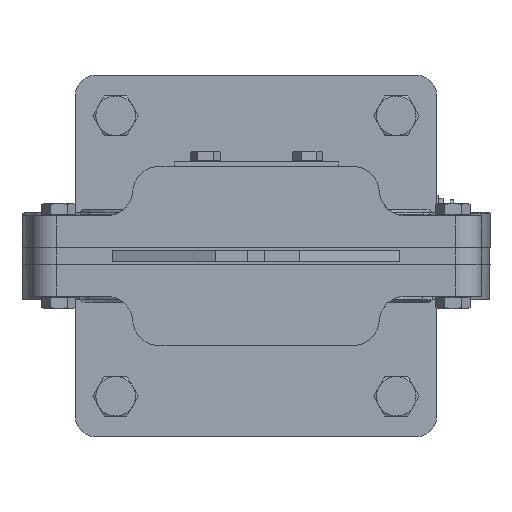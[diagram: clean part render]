
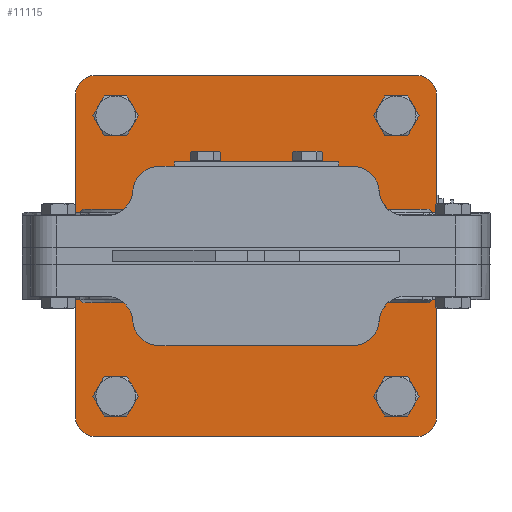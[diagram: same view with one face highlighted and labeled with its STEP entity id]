
A CAD part, front view. The second image highlights one B-rep face of the part: STEP entity #11115.
In plain terms, the highlighted planar face has unit normal (0, -1, 0).
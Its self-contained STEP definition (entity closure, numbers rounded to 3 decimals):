
#708=FACE_BOUND('',#1895,.T.);
#709=FACE_BOUND('',#1896,.T.);
#710=FACE_BOUND('',#1897,.T.);
#711=FACE_BOUND('',#1898,.T.);
#882=PLANE('',#12069);
#1209=FACE_OUTER_BOUND('',#1894,.T.);
#1894=EDGE_LOOP('',(#7693,#7694,#7695,#7696,#7697,#7698,#7699,#7700));
#1895=EDGE_LOOP('',(#7701));
#1896=EDGE_LOOP('',(#7702));
#1897=EDGE_LOOP('',(#7703));
#1898=EDGE_LOOP('',(#7704));
#2714=LINE('',#17143,#3444);
#2724=LINE('',#17165,#3454);
#2736=LINE('',#17201,#3466);
#2752=LINE('',#17260,#3482);
#3444=VECTOR('',#13666,10.);
#3454=VECTOR('',#13682,10.);
#3466=VECTOR('',#13716,10.);
#3482=VECTOR('',#13776,10.);
#4203=CIRCLE('',#12068,12.25);
#4204=CIRCLE('',#12070,12.25);
#4205=CIRCLE('',#12071,12.25);
#4206=CIRCLE('',#12072,12.25);
#4207=CIRCLE('',#12073,8.);
#4208=CIRCLE('',#12074,8.);
#4209=CIRCLE('',#12075,8.);
#4210=CIRCLE('',#12076,8.);
#4918=VERTEX_POINT('',#17140);
#4919=VERTEX_POINT('',#17142);
#4927=VERTEX_POINT('',#17162);
#4928=VERTEX_POINT('',#17164);
#4940=VERTEX_POINT('',#17198);
#4941=VERTEX_POINT('',#17200);
#4961=VERTEX_POINT('',#17257);
#4962=VERTEX_POINT('',#17259);
#4963=VERTEX_POINT('',#17262);
#4964=VERTEX_POINT('',#17264);
#4965=VERTEX_POINT('',#17266);
#4966=VERTEX_POINT('',#17268);
#5969=EDGE_CURVE('',#4918,#4919,#2714,.T.);
#5980=EDGE_CURVE('',#4927,#4928,#2724,.T.);
#5998=EDGE_CURVE('',#4940,#4941,#2736,.T.);
#6025=EDGE_CURVE('',#4919,#4940,#4203,.T.);
#6026=EDGE_CURVE('',#4928,#4918,#4204,.T.);
#6027=EDGE_CURVE('',#4961,#4927,#4205,.T.);
#6028=EDGE_CURVE('',#4962,#4961,#2752,.T.);
#6029=EDGE_CURVE('',#4941,#4962,#4206,.T.);
#6030=EDGE_CURVE('',#4963,#4963,#4207,.T.);
#6031=EDGE_CURVE('',#4964,#4964,#4208,.T.);
#6032=EDGE_CURVE('',#4965,#4965,#4209,.T.);
#6033=EDGE_CURVE('',#4966,#4966,#4210,.T.);
#7693=ORIENTED_EDGE('',*,*,#6025,.F.);
#7694=ORIENTED_EDGE('',*,*,#5969,.F.);
#7695=ORIENTED_EDGE('',*,*,#6026,.F.);
#7696=ORIENTED_EDGE('',*,*,#5980,.F.);
#7697=ORIENTED_EDGE('',*,*,#6027,.F.);
#7698=ORIENTED_EDGE('',*,*,#6028,.F.);
#7699=ORIENTED_EDGE('',*,*,#6029,.F.);
#7700=ORIENTED_EDGE('',*,*,#5998,.F.);
#7701=ORIENTED_EDGE('',*,*,#6030,.T.);
#7702=ORIENTED_EDGE('',*,*,#6031,.T.);
#7703=ORIENTED_EDGE('',*,*,#6032,.T.);
#7704=ORIENTED_EDGE('',*,*,#6033,.T.);
#11115=ADVANCED_FACE('',(#1209,#708,#709,#710,#711),#882,.F.);
#12068=AXIS2_PLACEMENT_3D('',#17254,#13768,#13769);
#12069=AXIS2_PLACEMENT_3D('',#17255,#13770,#13771);
#12070=AXIS2_PLACEMENT_3D('',#17256,#13772,#13773);
#12071=AXIS2_PLACEMENT_3D('',#17258,#13774,#13775);
#12072=AXIS2_PLACEMENT_3D('',#17261,#13777,#13778);
#12073=AXIS2_PLACEMENT_3D('',#17263,#13779,#13780);
#12074=AXIS2_PLACEMENT_3D('',#17265,#13781,#13782);
#12075=AXIS2_PLACEMENT_3D('',#17267,#13783,#13784);
#12076=AXIS2_PLACEMENT_3D('',#17269,#13785,#13786);
#13666=DIRECTION('',(-1.,0.,0.));
#13682=DIRECTION('',(0.,0.,-1.));
#13716=DIRECTION('',(0.,0.,1.));
#13768=DIRECTION('center_axis',(0.,1.,0.));
#13769=DIRECTION('ref_axis',(-0.707,0.,-0.707));
#13770=DIRECTION('center_axis',(0.,1.,0.));
#13771=DIRECTION('ref_axis',(0.,0.,1.));
#13772=DIRECTION('center_axis',(0.,1.,0.));
#13773=DIRECTION('ref_axis',(0.707,0.,-0.707));
#13774=DIRECTION('center_axis',(0.,1.,0.));
#13775=DIRECTION('ref_axis',(0.707,0.,0.707));
#13776=DIRECTION('',(1.,0.,0.));
#13777=DIRECTION('center_axis',(0.,1.,0.));
#13778=DIRECTION('ref_axis',(-0.707,0.,0.707));
#13779=DIRECTION('center_axis',(0.,1.,0.));
#13780=DIRECTION('ref_axis',(1.,0.,0.));
#13781=DIRECTION('center_axis',(0.,1.,0.));
#13782=DIRECTION('ref_axis',(1.,0.,0.));
#13783=DIRECTION('center_axis',(0.,1.,0.));
#13784=DIRECTION('ref_axis',(1.,0.,0.));
#13785=DIRECTION('center_axis',(0.,1.,0.));
#13786=DIRECTION('ref_axis',(1.,0.,0.));
#17140=CARTESIAN_POINT('',(97.75,513.,-110.));
#17142=CARTESIAN_POINT('',(-97.75,513.,-110.));
#17143=CARTESIAN_POINT('',(110.,513.,-110.));
#17162=CARTESIAN_POINT('',(110.,513.,97.75));
#17164=CARTESIAN_POINT('',(110.,513.,-97.75));
#17165=CARTESIAN_POINT('',(110.,513.,110.));
#17198=CARTESIAN_POINT('',(-110.,513.,-97.75));
#17200=CARTESIAN_POINT('',(-110.,513.,97.75));
#17201=CARTESIAN_POINT('',(-110.,513.,-110.));
#17254=CARTESIAN_POINT('Origin',(-97.75,513.,-97.75));
#17255=CARTESIAN_POINT('Origin',(0.,513.,0.));
#17256=CARTESIAN_POINT('Origin',(97.75,513.,-97.75));
#17257=CARTESIAN_POINT('',(97.75,513.,110.));
#17258=CARTESIAN_POINT('Origin',(97.75,513.,97.75));
#17259=CARTESIAN_POINT('',(-97.75,513.,110.));
#17260=CARTESIAN_POINT('',(-110.,513.,110.));
#17261=CARTESIAN_POINT('Origin',(-97.75,513.,97.75));
#17262=CARTESIAN_POINT('',(52.,513.,-40.));
#17263=CARTESIAN_POINT('Origin',(60.,513.,-40.));
#17264=CARTESIAN_POINT('',(-68.,513.,40.));
#17265=CARTESIAN_POINT('Origin',(-60.,513.,40.));
#17266=CARTESIAN_POINT('',(-68.,513.,-40.));
#17267=CARTESIAN_POINT('Origin',(-60.,513.,-40.));
#17268=CARTESIAN_POINT('',(52.,513.,40.));
#17269=CARTESIAN_POINT('Origin',(60.,513.,40.));
